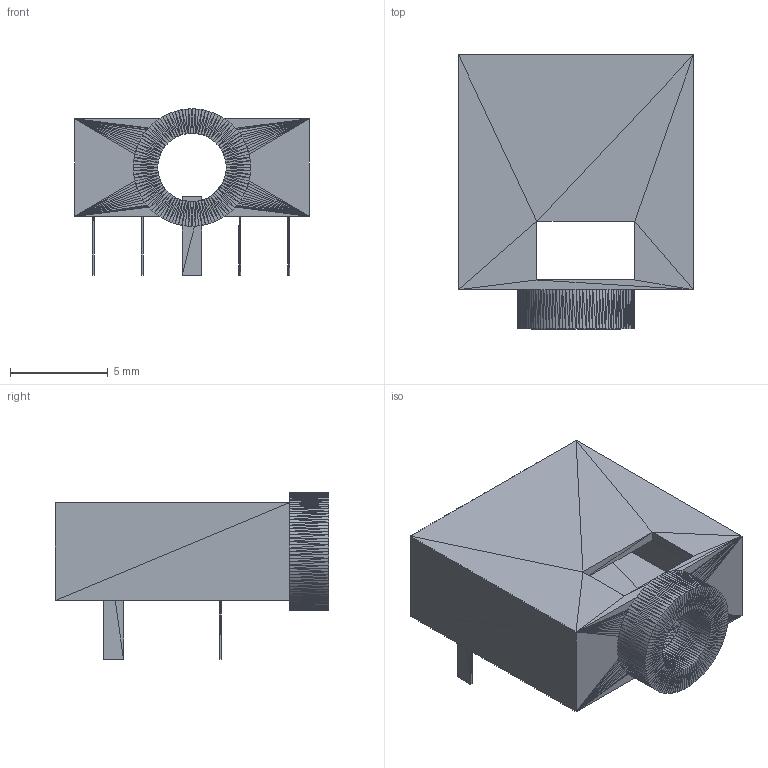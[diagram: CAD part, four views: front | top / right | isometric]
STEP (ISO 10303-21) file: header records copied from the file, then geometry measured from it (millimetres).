
FILE_DESCRIPTION(('FreeCAD Model'),'2;1');
FILE_NAME('Open CASCADE Shape Model','2022-04-12T15:48:07',('Author'),( ''),'Open CASCADE STEP processor 7.4','FreeCAD','Unknown');
FILE_SCHEMA(('AUTOMOTIVE_DESIGN { 1 0 10303 214 1 1 1 1 }'));
Products named in the file (1): phonejack_3_5mm_wrl001
Bounding box: 12 x 14 x 8.5 mm (x, y, z)
Surface area: 1820.2 mm2 (no closed solid volume)
Topology: 0 solids, 7 shells, 1469 faces, 2314 edges, 746 vertices
Faces by surface type: plane 1469
Entity records: 57670 total; most frequent: CARTESIAN_POINT 11514, DIRECTION 7710, LINE 4804, VECTOR 4804, ORIENTED_EDGE 4642, PCURVE 4642, DEFINITIONAL_REPRESENTATION 4642, EDGE_CURVE 2325
